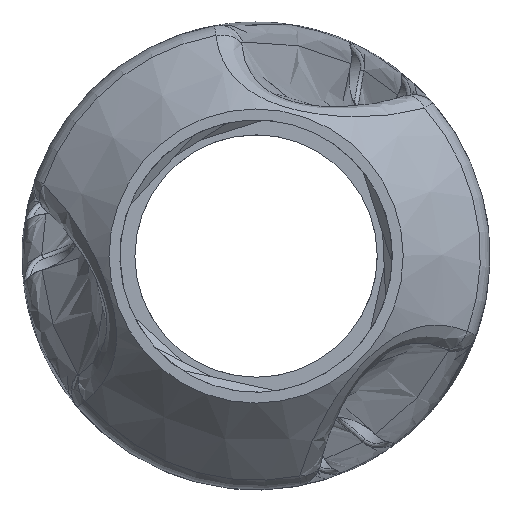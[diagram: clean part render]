
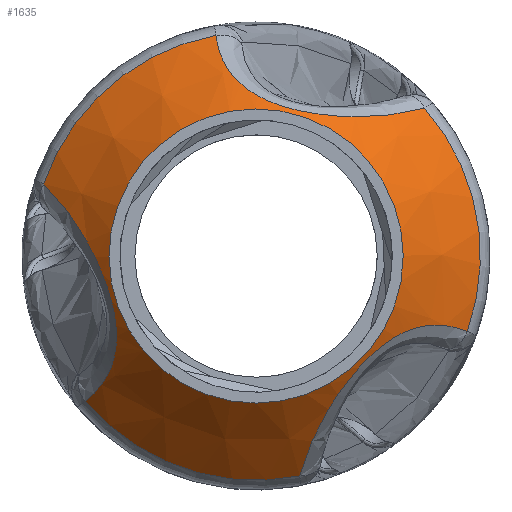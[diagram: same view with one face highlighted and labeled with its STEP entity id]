
A CAD part, front view. The second image highlights one B-rep face of the part: STEP entity #1635.
In plain terms, the highlighted conical face has half-angle 45 degrees and reference radius 8.8 mm.
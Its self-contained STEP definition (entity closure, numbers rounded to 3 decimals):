
#818=CONICAL_SURFACE('',#10106,8.8,45.);
#972=FACE_BOUND('',#2814,.T.);
#973=FACE_BOUND('',#2815,.T.);
#1635=ADVANCED_FACE('',(#972,#973),#818,.T.);
#2814=EDGE_LOOP('',(#4284));
#2815=EDGE_LOOP('',(#4285,#4286,#4287,#4288,#4289,#4290));
#3552=CIRCLE('',#10102,8.8);
#3553=CIRCLE('',#10103,13.414);
#3554=CIRCLE('',#10104,13.414);
#3555=CIRCLE('',#10105,13.414);
#4284=ORIENTED_EDGE('',*,*,#8208,.F.);
#4285=ORIENTED_EDGE('',*,*,#8209,.T.);
#4286=ORIENTED_EDGE('',*,*,#8210,.T.);
#4287=ORIENTED_EDGE('',*,*,#8211,.T.);
#4288=ORIENTED_EDGE('',*,*,#8212,.T.);
#4289=ORIENTED_EDGE('',*,*,#8213,.T.);
#4290=ORIENTED_EDGE('',*,*,#8214,.T.);
#7248=VERTEX_POINT('',#16190);
#7249=VERTEX_POINT('',#16192);
#7250=VERTEX_POINT('',#16193);
#7251=VERTEX_POINT('',#16206);
#7252=VERTEX_POINT('',#16208);
#7253=VERTEX_POINT('',#16221);
#7254=VERTEX_POINT('',#16223);
#8208=EDGE_CURVE('',#7248,#7248,#3552,.T.);
#8209=EDGE_CURVE('',#7249,#7250,#3553,.T.);
#8210=EDGE_CURVE('',#7250,#7251,#9648,.T.);
#8211=EDGE_CURVE('',#7251,#7252,#3554,.T.);
#8212=EDGE_CURVE('',#7252,#7253,#9649,.T.);
#8213=EDGE_CURVE('',#7253,#7254,#3555,.T.);
#8214=EDGE_CURVE('',#7254,#7249,#9650,.T.);
#9648=B_SPLINE_CURVE_WITH_KNOTS('',3,(#16194,#16195,#16196,#16197,#16198,
#16199,#16200,#16201,#16202,#16203,#16204,#16205),.UNSPECIFIED.,.F.,.F.,
(4,2,2,2,2,4),(0.,0.25,0.5,0.625,0.75,1.),.UNSPECIFIED.);
#9649=B_SPLINE_CURVE_WITH_KNOTS('',3,(#16209,#16210,#16211,#16212,#16213,
#16214,#16215,#16216,#16217,#16218,#16219,#16220),.UNSPECIFIED.,.F.,.F.,
(4,2,2,2,2,4),(0.,0.25,0.5,0.625,0.75,1.),.UNSPECIFIED.);
#9650=B_SPLINE_CURVE_WITH_KNOTS('',3,(#16224,#16225,#16226,#16227,#16228,
#16229,#16230,#16231,#16232,#16233,#16234,#16235),.UNSPECIFIED.,.F.,.F.,
(4,2,2,2,2,4),(0.,0.25,0.5,0.625,0.75,1.),.UNSPECIFIED.);
#10102=AXIS2_PLACEMENT_3D('',#16189,#11172,#11173);
#10103=AXIS2_PLACEMENT_3D('',#16191,#11174,#11175);
#10104=AXIS2_PLACEMENT_3D('',#16207,#11176,#11177);
#10105=AXIS2_PLACEMENT_3D('',#16222,#11178,#11179);
#10106=AXIS2_PLACEMENT_3D('',#16236,#11180,#11181);
#11172=DIRECTION('',(0.,-1.,0.));
#11173=DIRECTION('',(0.,0.,-1.));
#11174=DIRECTION('',(0.,-1.,0.));
#11175=DIRECTION('',(0.,0.,-1.));
#11176=DIRECTION('',(0.,-1.,0.));
#11177=DIRECTION('',(0.,0.,-1.));
#11178=DIRECTION('',(0.,-1.,0.));
#11179=DIRECTION('',(0.,0.,-1.));
#11180=DIRECTION('',(0.,1.,0.));
#11181=DIRECTION('',(0.,0.,1.));
#16189=CARTESIAN_POINT('',(0.,-19.,0.));
#16190=CARTESIAN_POINT('',(0.,-19.,-8.8));
#16191=CARTESIAN_POINT('',(0.,-14.386,0.));
#16192=CARTESIAN_POINT('',(-2.406,-14.386,13.197));
#16193=CARTESIAN_POINT('',(-12.703,-14.386,4.31));
#16194=CARTESIAN_POINT('',(-12.703,-14.386,4.31));
#16195=CARTESIAN_POINT('',(-11.925,-15.368,3.543));
#16196=CARTESIAN_POINT('',(-11.225,-16.299,2.669));
#16197=CARTESIAN_POINT('',(-9.923,-17.902,0.593));
#16198=CARTESIAN_POINT('',(-9.305,-18.59,-0.628));
#16199=CARTESIAN_POINT('',(-8.627,-18.783,-2.726));
#16200=CARTESIAN_POINT('',(-8.454,-18.689,-3.459));
#16201=CARTESIAN_POINT('',(-8.318,-18.2,-4.837));
#16202=CARTESIAN_POINT('',(-8.355,-17.816,-5.48));
#16203=CARTESIAN_POINT('',(-8.759,-16.492,-7.194));
#16204=CARTESIAN_POINT('',(-9.392,-15.427,-8.055));
#16205=CARTESIAN_POINT('',(-10.226,-14.386,-8.682));
#16206=CARTESIAN_POINT('',(-10.226,-14.386,-8.682));
#16207=CARTESIAN_POINT('',(0.,-14.386,0.));
#16208=CARTESIAN_POINT('',(2.619,-14.386,-13.156));
#16209=CARTESIAN_POINT('',(2.619,-14.386,-13.156));
#16210=CARTESIAN_POINT('',(2.894,-15.368,-12.099));
#16211=CARTESIAN_POINT('',(3.301,-16.299,-11.055));
#16212=CARTESIAN_POINT('',(4.448,-17.902,-8.89));
#16213=CARTESIAN_POINT('',(5.197,-18.59,-7.744));
#16214=CARTESIAN_POINT('',(6.674,-18.783,-6.108));
#16215=CARTESIAN_POINT('',(7.223,-18.689,-5.592));
#16216=CARTESIAN_POINT('',(8.348,-18.2,-4.785));
#16217=CARTESIAN_POINT('',(8.924,-17.816,-4.495));
#16218=CARTESIAN_POINT('',(10.61,-16.492,-3.988));
#16219=CARTESIAN_POINT('',(11.672,-15.427,-4.107));
#16220=CARTESIAN_POINT('',(12.632,-14.386,-4.515));
#16221=CARTESIAN_POINT('',(12.632,-14.386,-4.515));
#16222=CARTESIAN_POINT('',(0.,-14.386,0.));
#16223=CARTESIAN_POINT('',(10.084,-14.386,8.846));
#16224=CARTESIAN_POINT('',(10.084,-14.386,8.846));
#16225=CARTESIAN_POINT('',(9.031,-15.368,8.556));
#16226=CARTESIAN_POINT('',(7.924,-16.299,8.387));
#16227=CARTESIAN_POINT('',(5.475,-17.902,8.297));
#16228=CARTESIAN_POINT('',(4.108,-18.59,8.372));
#16229=CARTESIAN_POINT('',(1.952,-18.783,8.834));
#16230=CARTESIAN_POINT('',(1.232,-18.689,9.051));
#16231=CARTESIAN_POINT('',(-0.03,-18.2,9.622));
#16232=CARTESIAN_POINT('',(-0.569,-17.816,9.976));
#16233=CARTESIAN_POINT('',(-1.851,-16.492,11.183));
#16234=CARTESIAN_POINT('',(-2.279,-15.427,12.161));
#16235=CARTESIAN_POINT('',(-2.406,-14.386,13.197));
#16236=CARTESIAN_POINT('',(0.,-19.,0.));
